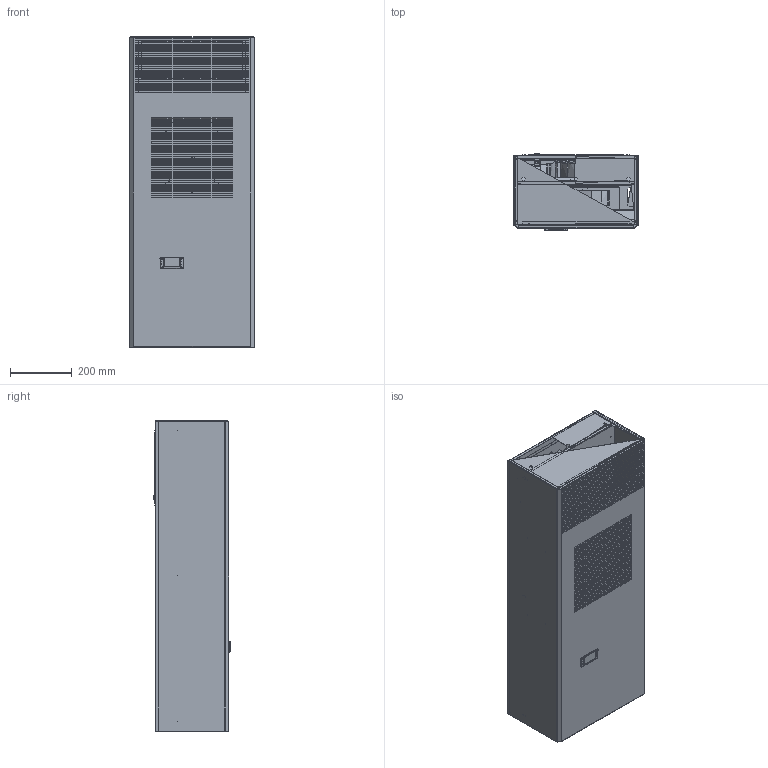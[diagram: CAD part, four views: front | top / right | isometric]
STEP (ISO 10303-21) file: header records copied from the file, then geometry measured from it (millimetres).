
FILE_DESCRIPTION(/* description */ (''),/* implementation_level */ '2;1');
FILE_NAME(/* name */ 'AVC200',/* time_stamp */ '2023-11-17T10:39:26+01:00',/* author */ (''),/* organization */ (''),/* preprocessor_version */ 'ST-DEVELOPER v16.5',/* originating_system */ '',/* authorisation */ '');
FILE_SCHEMA (('AUTOMOTIVE_DESIGN'));
Products named in the file (1): Document
Bounding box: 401 x 247.46 x 1002 mm (x, y, z)
Volume: 2627408.2 mm3; surface area: 5742644 mm2
Topology: 61 solids, 3565 shells, 5353 faces, 23401 edges, 21575 vertices
Faces by surface type: plane 3800, bspline 1553
Entity records: 341462 total; most frequent: CARTESIAN_POINT 178661, ORIENTED_EDGE 28165, EDGE_CURVE 23333, VERTEX_POINT 21561, B_SPLINE_CURVE_WITH_KNOTS 19550, EDGE_LOOP 6933, ADVANCED_FACE 5353, FACE_OUTER_BOUND 5353
